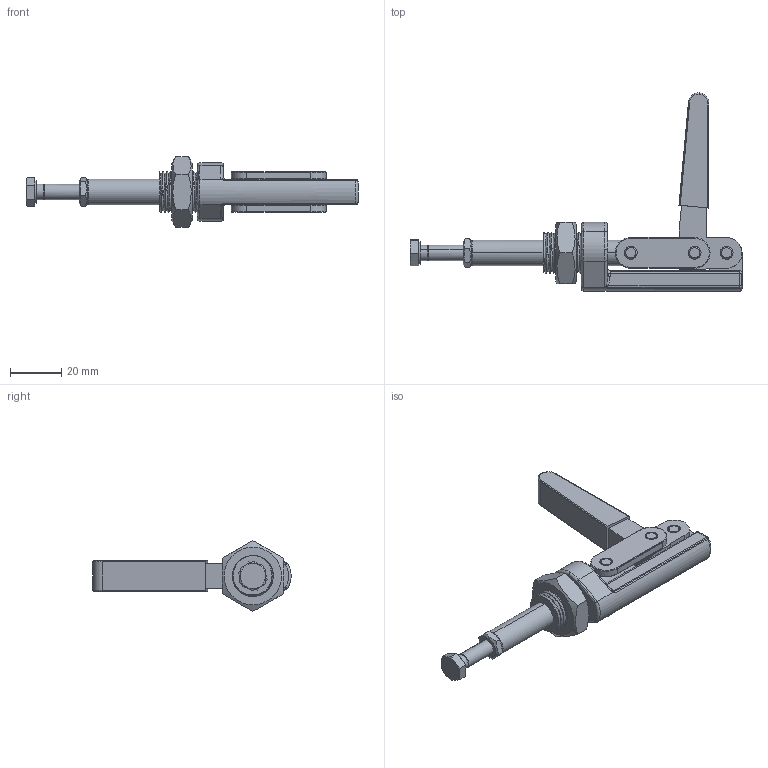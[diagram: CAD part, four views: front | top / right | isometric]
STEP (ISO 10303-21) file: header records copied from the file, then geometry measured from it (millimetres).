
FILE_DESCRIPTION(('CATIA V5 STEP Exchange'),'2;1');
FILE_NAME('SCHUBSTANGENSPANNER_TS_P_210_NM_357880.stp','2018-08-16T12:01:48+00:00',('none'),('none'),'CATIA Version 5 Release 19 SP 9 (IN-10)','CATIA V5 STEP AP214','none');
FILE_SCHEMA(('AUTOMOTIVE_DESIGN { 1 0 10303 214 1 1 1 1 }'));
Length unit declared in the file: millimetre
Products named in the file (1): SCHUBSTANGENSPANNER_TS_P_210_NM_357880
Bounding box: 129.8 x 77.58 x 27.72 mm (x, y, z)
Volume: 29519.9 mm3; surface area: 13211 mm2
Topology: 1 solids, 5 shells, 294 faces, 914 edges, 634 vertices
Faces by surface type: cylinder 126, plane 78, cone 40, torus 34, bspline 12, sphere 4
Entity records: 15393 total; most frequent: CARTESIAN_POINT 7936, ORIENTED_EDGE 1816, DIRECTION 1110, EDGE_CURVE 908, VERTEX_POINT 634, AXIS2_PLACEMENT_3D 574, CIRCLE 316, EDGE_LOOP 314
